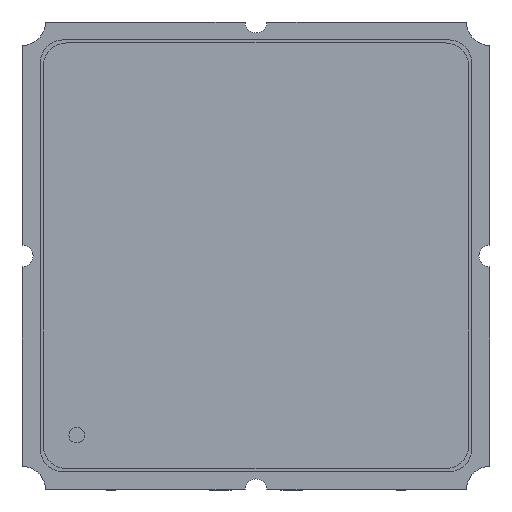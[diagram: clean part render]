
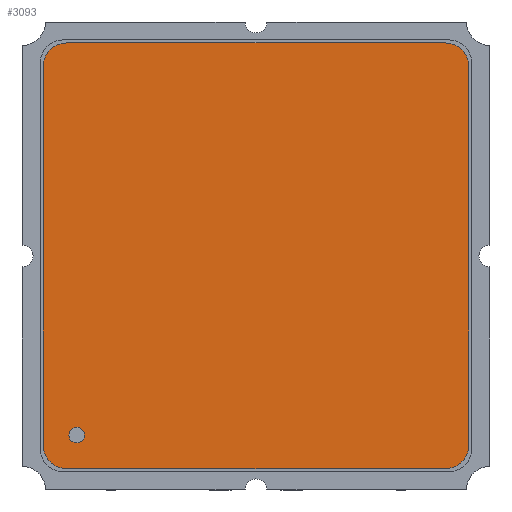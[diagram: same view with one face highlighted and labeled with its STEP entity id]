
A CAD part, top view. The second image highlights one B-rep face of the part: STEP entity #3093.
In plain terms, the highlighted planar face has unit normal (0, 0, 1).
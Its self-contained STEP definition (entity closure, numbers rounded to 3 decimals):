
#2944 = VERTEX_POINT('',#2945);
#2945 = CARTESIAN_POINT('',(-1.365,-1.215,1.09));
#2951 = EDGE_CURVE('',#2944,#2952,#2954,.T.);
#2952 = VERTEX_POINT('',#2953);
#2953 = CARTESIAN_POINT('',(-1.215,-1.365,1.09));
#2954 = CIRCLE('',#2955,0.15);
#2955 = AXIS2_PLACEMENT_3D('',#2956,#2957,#2958);
#2956 = CARTESIAN_POINT('',(-1.215,-1.215,1.09));
#2957 = DIRECTION('',(0.,-0.,1.));
#2958 = DIRECTION('',(0.,1.,0.));
#2984 = EDGE_CURVE('',#2944,#2985,#2987,.T.);
#2985 = VERTEX_POINT('',#2986);
#2986 = CARTESIAN_POINT('',(-1.365,1.215,1.09));
#2987 = LINE('',#2988,#2989);
#2988 = CARTESIAN_POINT('',(-1.365,-1.215,1.09));
#2989 = VECTOR('',#2990,1.);
#2990 = DIRECTION('',(0.,1.,0.));
#3015 = EDGE_CURVE('',#2952,#3016,#3018,.T.);
#3016 = VERTEX_POINT('',#3017);
#3017 = CARTESIAN_POINT('',(1.215,-1.365,1.09));
#3018 = LINE('',#3019,#3020);
#3019 = CARTESIAN_POINT('',(-1.215,-1.365,1.09));
#3020 = VECTOR('',#3021,1.);
#3021 = DIRECTION('',(1.,0.,0.));
#3093 = ADVANCED_FACE('',(#3094,#3140),#3151,.T.);
#3094 = FACE_BOUND('',#3095,.T.);
#3095 = EDGE_LOOP('',(#3096,#3097,#3098,#3107,#3115,#3124,#3132,#3139));
#3096 = ORIENTED_EDGE('',*,*,#2951,.T.);
#3097 = ORIENTED_EDGE('',*,*,#3015,.T.);
#3098 = ORIENTED_EDGE('',*,*,#3099,.T.);
#3099 = EDGE_CURVE('',#3016,#3100,#3102,.T.);
#3100 = VERTEX_POINT('',#3101);
#3101 = CARTESIAN_POINT('',(1.365,-1.215,1.09));
#3102 = CIRCLE('',#3103,0.15);
#3103 = AXIS2_PLACEMENT_3D('',#3104,#3105,#3106);
#3104 = CARTESIAN_POINT('',(1.215,-1.215,1.09));
#3105 = DIRECTION('',(0.,-0.,1.));
#3106 = DIRECTION('',(0.,1.,0.));
#3107 = ORIENTED_EDGE('',*,*,#3108,.F.);
#3108 = EDGE_CURVE('',#3109,#3100,#3111,.T.);
#3109 = VERTEX_POINT('',#3110);
#3110 = CARTESIAN_POINT('',(1.365,1.215,1.09));
#3111 = LINE('',#3112,#3113);
#3112 = CARTESIAN_POINT('',(1.365,1.215,1.09));
#3113 = VECTOR('',#3114,1.);
#3114 = DIRECTION('',(0.,-1.,0.));
#3115 = ORIENTED_EDGE('',*,*,#3116,.T.);
#3116 = EDGE_CURVE('',#3109,#3117,#3119,.T.);
#3117 = VERTEX_POINT('',#3118);
#3118 = CARTESIAN_POINT('',(1.215,1.365,1.09));
#3119 = CIRCLE('',#3120,0.15);
#3120 = AXIS2_PLACEMENT_3D('',#3121,#3122,#3123);
#3121 = CARTESIAN_POINT('',(1.215,1.215,1.09));
#3122 = DIRECTION('',(0.,-0.,1.));
#3123 = DIRECTION('',(0.,1.,0.));
#3124 = ORIENTED_EDGE('',*,*,#3125,.F.);
#3125 = EDGE_CURVE('',#3126,#3117,#3128,.T.);
#3126 = VERTEX_POINT('',#3127);
#3127 = CARTESIAN_POINT('',(-1.215,1.365,1.09));
#3128 = LINE('',#3129,#3130);
#3129 = CARTESIAN_POINT('',(-1.215,1.365,1.09));
#3130 = VECTOR('',#3131,1.);
#3131 = DIRECTION('',(1.,0.,0.));
#3132 = ORIENTED_EDGE('',*,*,#3133,.T.);
#3133 = EDGE_CURVE('',#3126,#2985,#3134,.T.);
#3134 = CIRCLE('',#3135,0.15);
#3135 = AXIS2_PLACEMENT_3D('',#3136,#3137,#3138);
#3136 = CARTESIAN_POINT('',(-1.215,1.215,1.09));
#3137 = DIRECTION('',(0.,-0.,1.));
#3138 = DIRECTION('',(0.,1.,0.));
#3139 = ORIENTED_EDGE('',*,*,#2984,.F.);
#3140 = FACE_BOUND('',#3141,.T.);
#3141 = EDGE_LOOP('',(#3142));
#3142 = ORIENTED_EDGE('',*,*,#3143,.F.);
#3143 = EDGE_CURVE('',#3144,#3144,#3146,.T.);
#3144 = VERTEX_POINT('',#3145);
#3145 = CARTESIAN_POINT('',(-1.15,-1.1,1.09));
#3146 = CIRCLE('',#3147,0.05);
#3147 = AXIS2_PLACEMENT_3D('',#3148,#3149,#3150);
#3148 = CARTESIAN_POINT('',(-1.15,-1.15,1.09));
#3149 = DIRECTION('',(0.,-0.,1.));
#3150 = DIRECTION('',(0.,1.,0.));
#3151 = PLANE('',#3152);
#3152 = AXIS2_PLACEMENT_3D('',#3153,#3154,#3155);
#3153 = CARTESIAN_POINT('',(0.,0.,1.09));
#3154 = DIRECTION('',(0.,0.,1.));
#3155 = DIRECTION('',(-1.,0.,0.));
